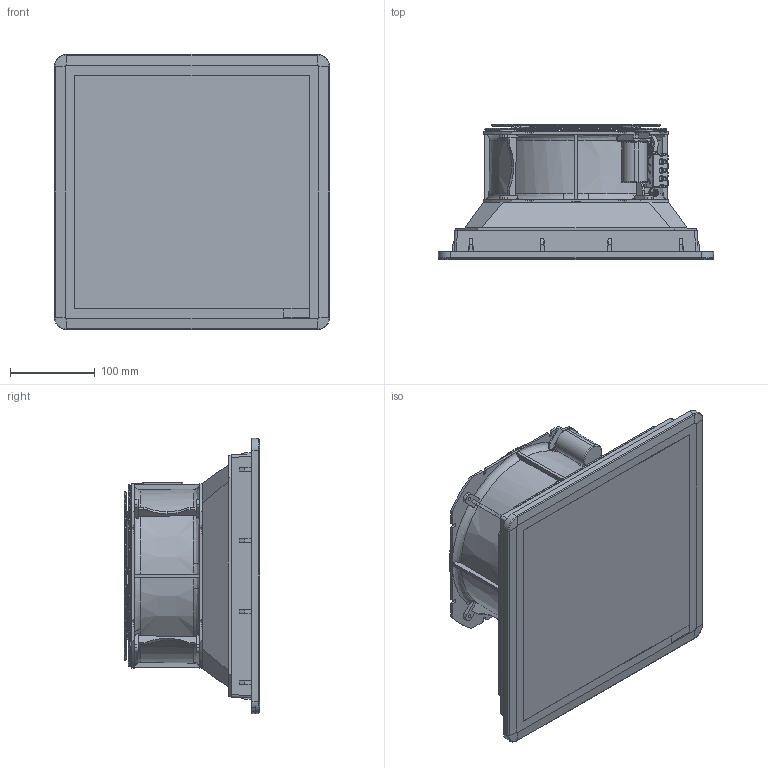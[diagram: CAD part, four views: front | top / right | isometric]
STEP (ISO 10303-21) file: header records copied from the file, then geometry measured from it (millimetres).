
FILE_DESCRIPTION (( 'STEP AP214' ), '1' );
FILE_NAME ('FF20AxxxyE.STEP', '2022-03-04T11:47:14', ( '' ), ( '' ), 'SwSTEP 2.0', 'SolidWorks 2021', '' );
FILE_SCHEMA (( 'AUTOMOTIVE_DESIGN' ));
Length unit declared in the file: inch
Products named in the file (1): FF20AxxxyE
Bounding box: 325 x 160.17 x 325 mm (x, y, z)
Volume: 7906005 mm3; surface area: 419833.4 mm2
Topology: 6 solids, 6 shells, 879 faces, 2721 edges, 1797 vertices
Faces by surface type: plane 358, cylinder 252, bspline 244, torus 14, cone 11
Entity records: 87087 total; most frequent: CARTESIAN_POINT 54620, ORIENTED_EDGE 5434, DIRECTION 2924, EDGE_CURVE 2717, VERTEX_POINT 1797, B_SPLINE_CURVE_WITH_KNOTS 1191, EDGE_LOOP 1020, VECTOR 996
